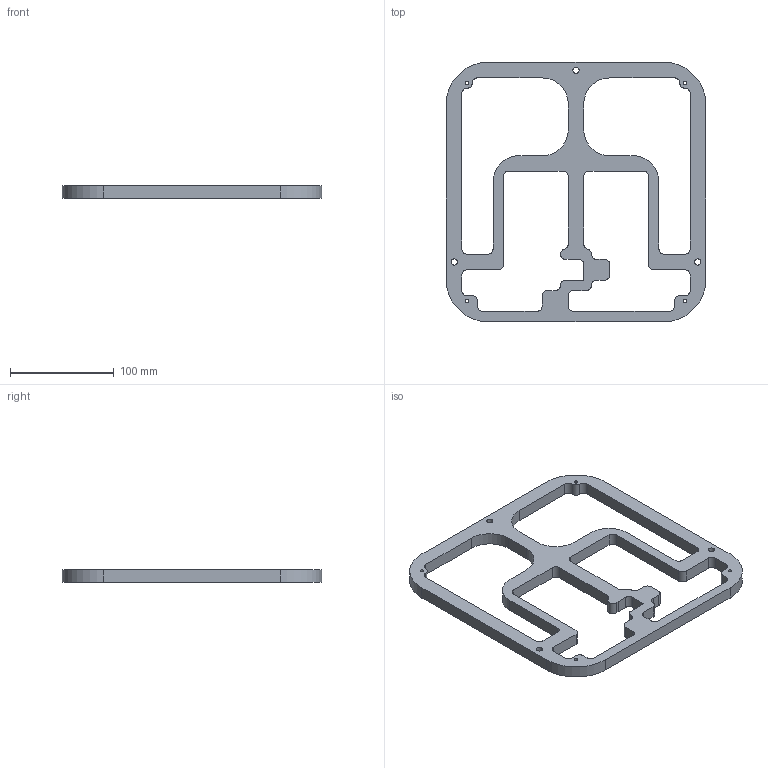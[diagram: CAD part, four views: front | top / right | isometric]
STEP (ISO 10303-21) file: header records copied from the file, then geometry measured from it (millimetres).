
FILE_DESCRIPTION(/* description */ (''),/* implementation_level */ '2;1');
FILE_NAME(/* name */ 'Cabinet layer v17.step',/* time_stamp */ '2021-12-22T18:36:43+01:00',/* author */ (''),/* organization */ (''),/* preprocessor_version */ 'ST-DEVELOPER v18.1',/* originating_system */ 'Autodesk Translation Framework v10.10.0.1391',/* authorisation */ '');
FILE_SCHEMA (('AUTOMOTIVE_DESIGN { 1 0 10303 214 3 1 1 }'));
Length unit declared in the file: millimetre
Products named in the file (2): Z1FLFL; Z1FLFL_1
Assembly tree (1 placements, depth 2):
  Z1FLFL
    Z1FLFL_1
Bounding box: 250 x 250 x 12 mm (x, y, z)
Volume: 258464.7 mm3; surface area: 79618.7 mm2
Topology: 1 solids, 1 shells, 103 faces, 303 edges, 202 vertices
Faces by surface type: cylinder 57, plane 46
Full cylindrical faces by diameter (mm): 3.5 x4, 6 x3
Entity records: 3575 total; most frequent: DIRECTION 629, CARTESIAN_POINT 611, ORIENTED_EDGE 606, EDGE_CURVE 303, AXIS2_PLACEMENT_3D 220, VERTEX_POINT 202, LINE 189, VECTOR 189
